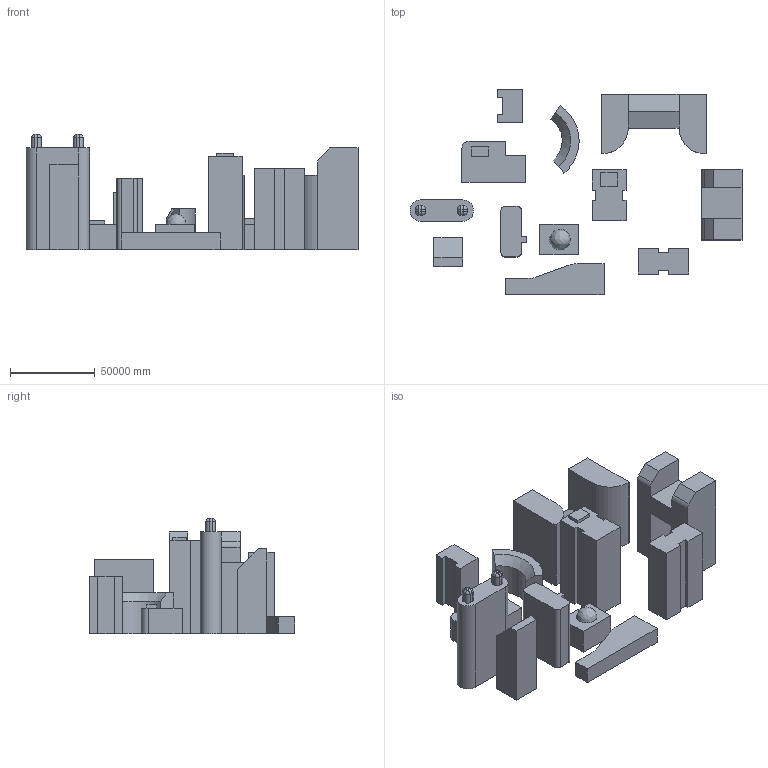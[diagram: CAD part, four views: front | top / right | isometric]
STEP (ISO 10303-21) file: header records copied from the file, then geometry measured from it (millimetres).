
FILE_DESCRIPTION(('SimFlow Model'),'2;1');
FILE_NAME('Open CASCADE Shape Model','2022-04-12T19:27:49',('Author'),( ''),'Open CASCADE STEP processor 7.5','SimFlow','Unknown');
FILE_SCHEMA(('AUTOMOTIVE_DESIGN { 1 0 10303 214 1 1 1 1 }'));
Length unit declared in the file: millimetre
Products named in the file (13): buildings_ours; Chamfer; Pad001; Fusion; Pad010; Pad011; Pad012; Chamfer001; Pad014; Fusion002; Fillet002; Fillet003; Fillet004
Assembly tree (12 placements, depth 2):
  buildings_ours
    Chamfer
    Pad001
    Fusion
    Pad010
    Pad011
    Pad012
    Chamfer001
    Pad014
    Fusion002
    Fillet002
    Fillet003
    Fillet004
Bounding box: 196059.79 x 121558.74 x 68000 mm (x, y, z)
Volume: 246015548945981.5 mm3; surface area: 64260712504.5 mm2
Topology: 12 solids, 12 shells, 180 faces, 432 edges, 272 vertices
Faces by surface type: plane 138, cylinder 32, sphere 8, revolution 1, cone 1
Entity records: 11217 total; most frequent: CARTESIAN_POINT 2206, DIRECTION 1649, LINE 1114, VECTOR 1114, ORIENTED_EDGE 848, PCURVE 848, DEFINITIONAL_REPRESENTATION 848, EDGE_CURVE 424
